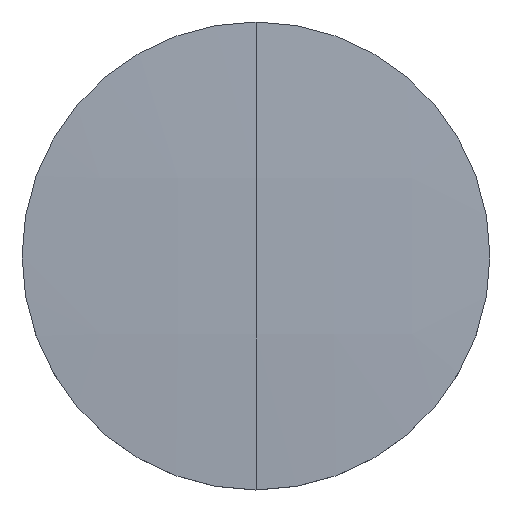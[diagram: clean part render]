
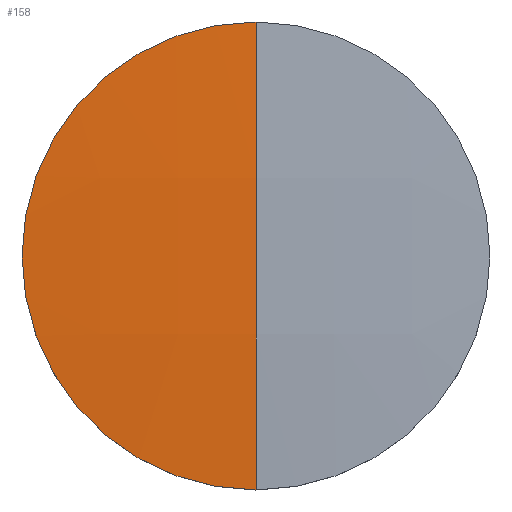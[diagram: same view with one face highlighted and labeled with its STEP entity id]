
A CAD part, top view. The second image highlights one B-rep face of the part: STEP entity #158.
In plain terms, the highlighted free-form (B-spline) face has degree [3, 3] with [4, 4] control points.
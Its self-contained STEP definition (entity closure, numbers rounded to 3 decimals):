
#11 = DIRECTION ( 'NONE',  ( 0., -1., 0. ) ) ;
#27 = ORIENTED_EDGE ( 'NONE', *, *, #149, .F. ) ;
#39 = CARTESIAN_POINT ( 'NONE',  ( -16.781, 8.441, 6.003 ) ) ;
#46 = AXIS2_PLACEMENT_3D ( 'NONE', #54, #69, #136 ) ;
#50 = EDGE_CURVE ( 'NONE', #192, #161, #153, .T. ) ;
#54 = CARTESIAN_POINT ( 'NONE',  ( 0., 0., 5.342 ) ) ;
#67 = CARTESIAN_POINT ( 'NONE',  ( 0., -25.3, 5.326 ) ) ;
#68 = CARTESIAN_POINT ( 'NONE',  ( -25.114, -25.3, 4.661 ) ) ;
#69 = DIRECTION ( 'NONE',  ( 0., 0., -1. ) ) ;
#73 = CARTESIAN_POINT ( 'NONE',  ( -25., 0., 5.342 ) ) ;
#77 = CARTESIAN_POINT ( 'NONE',  ( 0., 25.3, 5.326 ) ) ;
#85 = FACE_OUTER_BOUND ( 'NONE', #265, .T. ) ;
#94 = CIRCLE ( 'NONE', #97, 25. ) ;
#97 = AXIS2_PLACEMENT_3D ( 'NONE', #250, #162, #118 ) ;
#111 = AXIS2_PLACEMENT_3D ( 'NONE', #123, #209, #11 ) ;
#118 = DIRECTION ( 'NONE',  ( 1., 0., 0. ) ) ;
#121 = ORIENTED_EDGE ( 'NONE', *, *, #225, .T. ) ;
#123 = CARTESIAN_POINT ( 'NONE',  ( 0., 0., -469.1 ) ) ;
#136 = DIRECTION ( 'NONE',  ( 1., 0., 0. ) ) ;
#141 = CARTESIAN_POINT ( 'NONE',  ( -8.392, 8.441, 6.225 ) ) ;
#143 = CARTESIAN_POINT ( 'NONE',  ( -25.162, -8.441, 5.558 ) ) ;
#149 = EDGE_CURVE ( 'NONE', #274, #192, #94, .T. ) ;
#153 = CIRCLE ( 'NONE', #46, 25. ) ;
#158 = ADVANCED_FACE ( 'NONE', ( #85 ), #188, .T. ) ;
#161 = VERTEX_POINT ( 'NONE', #204 ) ;
#162 = DIRECTION ( 'NONE',  ( 0., 0., -1. ) ) ;
#166 = CARTESIAN_POINT ( 'NONE',  ( 0., 8.441, 6.225 ) ) ;
#169 = CARTESIAN_POINT ( 'NONE',  ( -16.781, -8.441, 6.003 ) ) ;
#185 = ORIENTED_EDGE ( 'NONE', *, *, #50, .F. ) ;
#188 =( BOUNDED_SURFACE ( )  B_SPLINE_SURFACE ( 3, 3, ( 
 ( #67, #252, #226, #68 ),
 ( #228, #276, #169, #143 ),
 ( #166, #141, #39, #189 ),
 ( #77, #259, #280, #234 ) ),
 .UNSPECIFIED., .F., .F., .F. ) 
 B_SPLINE_SURFACE_WITH_KNOTS ( ( 4, 4 ),
 ( 4, 4 ),
 ( 0., 1. ),
 ( 0., 1. ),
 .UNSPECIFIED. ) 
 GEOMETRIC_REPRESENTATION_ITEM ( )  RATIONAL_B_SPLINE_SURFACE ( (
 ( 1., 1., 1., 1.),
 ( 0.999, 0.999, 0.999, 0.999),
 ( 0.999, 0.999, 0.999, 0.999),
 ( 1., 1., 1., 1.) ) ) 
 REPRESENTATION_ITEM ( '' )  SURFACE ( )  );
#189 = CARTESIAN_POINT ( 'NONE',  ( -25.162, 8.441, 5.558 ) ) ;
#192 = VERTEX_POINT ( 'NONE', #73 ) ;
#203 = CIRCLE ( 'NONE', #111, 475.1 ) ;
#204 = CARTESIAN_POINT ( 'NONE',  ( 0., 25., 5.342 ) ) ;
#209 = DIRECTION ( 'NONE',  ( -1., 0., 0. ) ) ;
#225 = EDGE_CURVE ( 'NONE', #274, #161, #203, .T. ) ;
#226 = CARTESIAN_POINT ( 'NONE',  ( -16.75, -25.3, 5.104 ) ) ;
#228 = CARTESIAN_POINT ( 'NONE',  ( 0., -8.441, 6.225 ) ) ;
#234 = CARTESIAN_POINT ( 'NONE',  ( -25.114, 25.3, 4.661 ) ) ;
#250 = CARTESIAN_POINT ( 'NONE',  ( 0., 0., 5.342 ) ) ;
#252 = CARTESIAN_POINT ( 'NONE',  ( -8.376, -25.3, 5.326 ) ) ;
#259 = CARTESIAN_POINT ( 'NONE',  ( -8.376, 25.3, 5.326 ) ) ;
#265 = EDGE_LOOP ( 'NONE', ( #27, #121, #185 ) ) ;
#274 = VERTEX_POINT ( 'NONE', #284 ) ;
#276 = CARTESIAN_POINT ( 'NONE',  ( -8.392, -8.441, 6.225 ) ) ;
#280 = CARTESIAN_POINT ( 'NONE',  ( -16.75, 25.3, 5.104 ) ) ;
#284 = CARTESIAN_POINT ( 'NONE',  ( 0., -25., 5.342 ) ) ;
